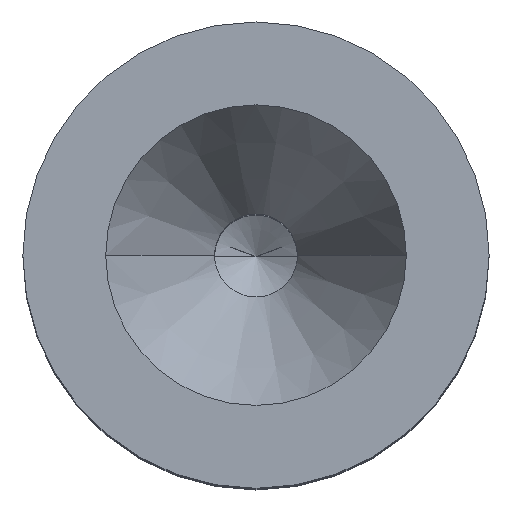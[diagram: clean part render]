
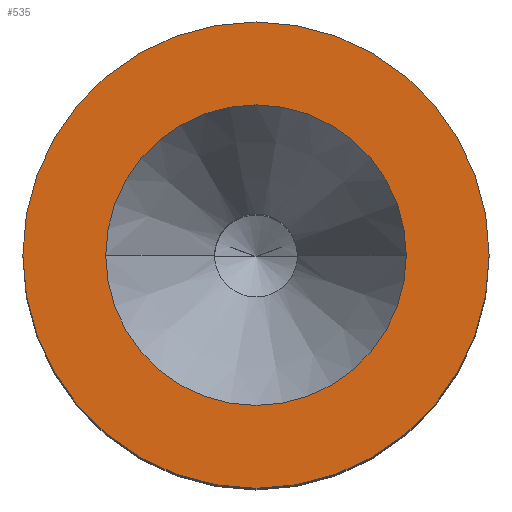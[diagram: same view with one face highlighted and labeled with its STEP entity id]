
A CAD part, top view. The second image highlights one B-rep face of the part: STEP entity #535.
In plain terms, the highlighted planar face has unit normal (0, 0, 1).
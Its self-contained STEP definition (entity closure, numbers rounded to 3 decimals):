
#5 = FACE_OUTER_BOUND ( 'NONE', #582, .T. ) ;
#25 = DIRECTION ( 'NONE',  ( 1., 0., 0. ) ) ;
#34 = DIRECTION ( 'NONE',  ( -1., 0., 0. ) ) ;
#38 = AXIS2_PLACEMENT_3D ( 'NONE', #538, #296, #34 ) ;
#41 = VERTEX_POINT ( 'NONE', #721 ) ;
#49 = DIRECTION ( 'NONE',  ( 0., 0., 1. ) ) ;
#57 = VERTEX_POINT ( 'NONE', #165 ) ;
#73 = AXIS2_PLACEMENT_3D ( 'NONE', #141, #337, #25 ) ;
#92 = EDGE_CURVE ( 'NONE', #239, #644, #422, .T. ) ;
#102 = EDGE_CURVE ( 'NONE', #41, #57, #793, .T. ) ;
#111 = CARTESIAN_POINT ( 'NONE',  ( -2.25, 0., 9.2 ) ) ;
#135 = AXIS2_PLACEMENT_3D ( 'NONE', #410, #49, #415 ) ;
#141 = CARTESIAN_POINT ( 'NONE',  ( 0., 0., 9.2 ) ) ;
#165 = CARTESIAN_POINT ( 'NONE',  ( -1.45, 0., 9.2 ) ) ;
#181 = ORIENTED_EDGE ( 'NONE', *, *, #92, .T. ) ;
#213 = CARTESIAN_POINT ( 'NONE',  ( 0., 0., 9.2 ) ) ;
#239 = VERTEX_POINT ( 'NONE', #111 ) ;
#262 = EDGE_CURVE ( 'NONE', #57, #41, #300, .T. ) ;
#264 = CARTESIAN_POINT ( 'NONE',  ( 2.25, 0., 9.2 ) ) ;
#293 = EDGE_CURVE ( 'NONE', #644, #239, #479, .T. ) ;
#296 = DIRECTION ( 'NONE',  ( 0., 0., 1. ) ) ;
#300 = CIRCLE ( 'NONE', #38, 1.45 ) ;
#336 = PLANE ( 'NONE',  #743 ) ;
#337 = DIRECTION ( 'NONE',  ( 0., 0., 1. ) ) ;
#395 = FACE_BOUND ( 'NONE', #782, .T. ) ;
#397 = ORIENTED_EDGE ( 'NONE', *, *, #262, .F. ) ;
#410 = CARTESIAN_POINT ( 'NONE',  ( 0., 0., 9.2 ) ) ;
#415 = DIRECTION ( 'NONE',  ( 1., 0., 0. ) ) ;
#417 = ORIENTED_EDGE ( 'NONE', *, *, #293, .T. ) ;
#422 = CIRCLE ( 'NONE', #73, 2.25 ) ;
#479 = CIRCLE ( 'NONE', #135, 2.25 ) ;
#524 = CARTESIAN_POINT ( 'NONE',  ( 0., 0., 9.2 ) ) ;
#535 = ADVANCED_FACE ( 'NONE', ( #5, #395 ), #336, .T. ) ;
#538 = CARTESIAN_POINT ( 'NONE',  ( 0., 0., 9.2 ) ) ;
#573 = DIRECTION ( 'NONE',  ( 0., 0., 1. ) ) ;
#582 = EDGE_LOOP ( 'NONE', ( #181, #417 ) ) ;
#588 = DIRECTION ( 'NONE',  ( 1., 0., 0. ) ) ;
#589 = DIRECTION ( 'NONE',  ( -1., 0., 0. ) ) ;
#644 = VERTEX_POINT ( 'NONE', #264 ) ;
#652 = AXIS2_PLACEMENT_3D ( 'NONE', #524, #710, #589 ) ;
#710 = DIRECTION ( 'NONE',  ( 0., 0., 1. ) ) ;
#711 = ORIENTED_EDGE ( 'NONE', *, *, #102, .F. ) ;
#721 = CARTESIAN_POINT ( 'NONE',  ( 1.45, 0., 9.2 ) ) ;
#743 = AXIS2_PLACEMENT_3D ( 'NONE', #213, #573, #588 ) ;
#782 = EDGE_LOOP ( 'NONE', ( #397, #711 ) ) ;
#793 = CIRCLE ( 'NONE', #652, 1.45 ) ;
